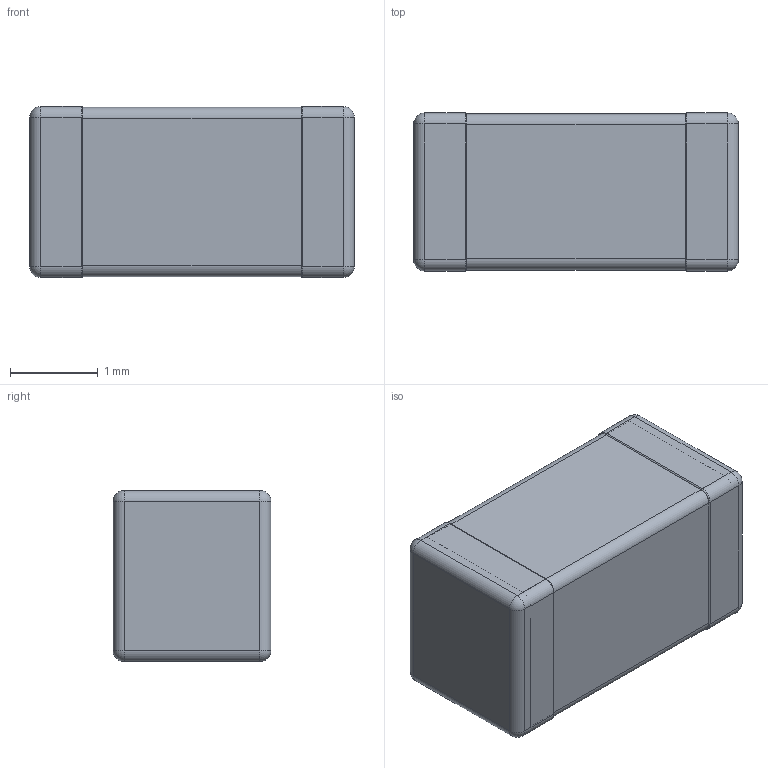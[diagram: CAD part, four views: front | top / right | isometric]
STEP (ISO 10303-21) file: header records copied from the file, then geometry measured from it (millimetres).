
FILE_DESCRIPTION(('STEP AP214'),'1');
FILE_NAME('70611055.stp','2018-08-07T12:39:48',('TraceParts'),('TraceParts S.A.'),'Spatial InterOp 3D',' ',' ');
FILE_SCHEMA(('automotive_design'));
Length unit declared in the file: millimetre
Products named in the file (6): 70611055_1; 70611055_2; 70611055_3; 70611055_4; 70611055_5; 70611055_6
Bounding box: 3.7 x 1.8 x 1.95 mm (x, y, z)
Volume: 12.7 mm3; surface area: 60.3 mm2
Topology: 6 solids, 6 shells, 175 faces, 425 edges, 238 vertices
Faces by surface type: plane 91, cylinder 52, sphere 24, torus 8
Entity records: 6395 total; most frequent: CARTESIAN_POINT 916, DIRECTION 843, ORIENTED_EDGE 802, EDGE_CURVE 401, AXIS2_PLACEMENT_3D 293, LINE 257, VECTOR 257, VERTEX_POINT 238
